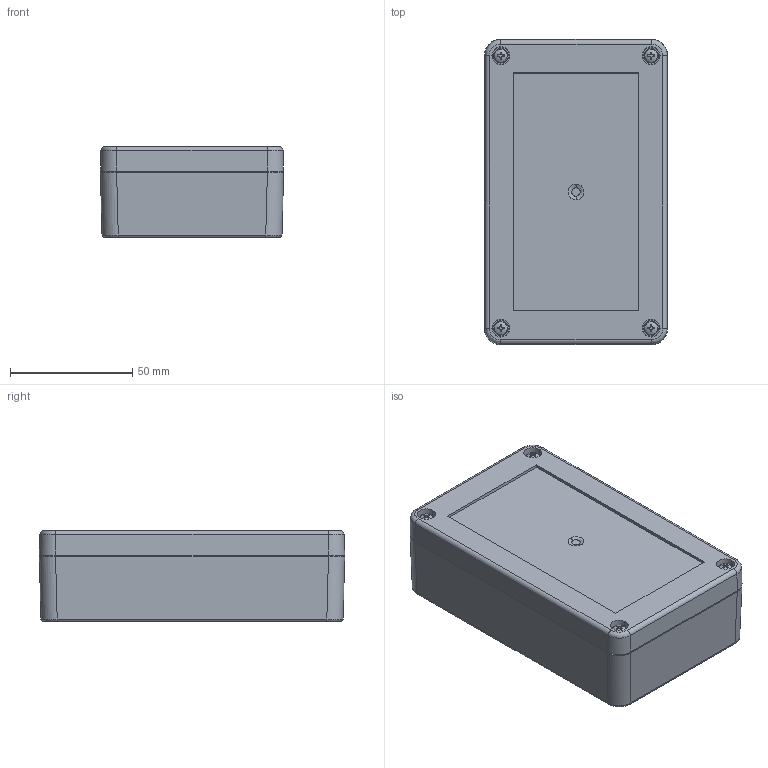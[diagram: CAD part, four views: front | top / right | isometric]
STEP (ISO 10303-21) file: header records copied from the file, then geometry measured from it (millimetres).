
FILE_DESCRIPTION(/* description */ (''),/* implementation_level */ '2;1');
FILE_NAME(/* name */ '2504608_3D.stp',/* time_stamp */ '2022-05-13T10:25:11+02:00',/* author */ ('haertel'),/* organization */ (''),/* preprocessor_version */ 'ST-DEVELOPER v18.1',/* originating_system */ 'Autodesk Inventor 2022',/* authorisation */ '');
FILE_SCHEMA (('AUTOMOTIVE_DESIGN { 1 0 10303 214 3 1 1 }'));
Length unit declared in the file: millimetre
Products named in the file (5): 2504608_3D; 2504608_3D_1; 2504608_3D_9; GWDBU_Pencom_M3 - IN2304 - TMZ-M3-5.2; DIN 7985 M3x17x12
Assembly tree (10 placements, depth 2):
  2504608_3D
    2504608_3D_1
    2504608_3D_9
    GWDBU_Pencom_M3 - IN2304 - TMZ-M3-5.2  x4
    DIN 7985 M3x17x12  x4
Bounding box: 75 x 124.99 x 37.16 mm (x, y, z)
Volume: 99620.6 mm3; surface area: 76252.1 mm2
Topology: 10 solids, 10 shells, 1541 faces, 3359 edges, 1899 vertices
Faces by surface type: plane 1013, cone 312, bspline 106, cylinder 98, torus 8, sphere 4
Full cylindrical faces by diameter (mm): 2.5 x4, 2.65 x4, 2.75 x4, 3 x4, 3.2 x8, 3.475 x4, 3.65 x16, 3.7 x4, 3.9 x4, 4.197 x2
Entity records: 26687 total; most frequent: CARTESIAN_POINT 10873, ORIENTED_EDGE 3316, DIRECTION 3011, EDGE_CURVE 1658, AXIS2_PLACEMENT_3D 1107, VERTEX_POINT 1014, LINE 797, VECTOR 797
